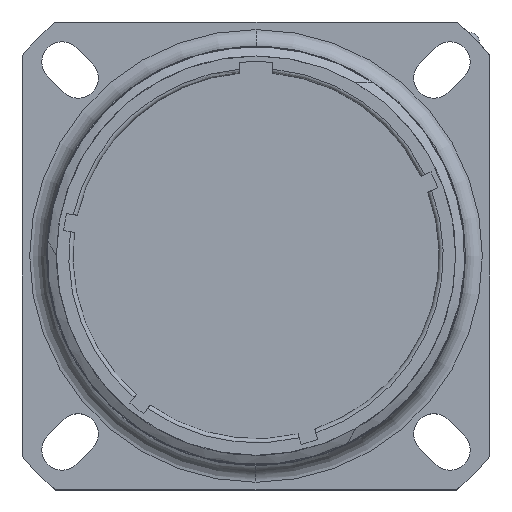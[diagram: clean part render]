
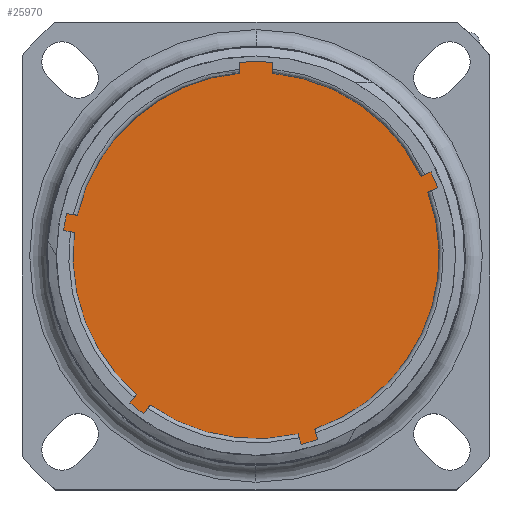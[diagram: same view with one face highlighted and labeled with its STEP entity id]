
A CAD part, top view. The second image highlights one B-rep face of the part: STEP entity #25970.
In plain terms, the highlighted planar face has unit normal (0, 0, 1).
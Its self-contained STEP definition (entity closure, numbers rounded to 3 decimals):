
#13973=CARTESIAN_POINT('',(0.,0.,18.015));
#13974=DIRECTION('',(0.,0.,1.));
#13975=DIRECTION('',(0.937,0.349,0.));
#13976=AXIS2_PLACEMENT_3D('',#13973,#13974,#13975);
#13982=CARTESIAN_POINT('',(0.,0.,18.015));
#13983=DIRECTION('',(0.,0.,-1.));
#13984=DIRECTION('',(0.092,0.996,0.));
#13985=AXIS2_PLACEMENT_3D('',#13982,#13983,#13984);
#13995=DIRECTION('',(0.,1.,0.));
#13996=VECTOR('',#13995,1.069);
#13997=CARTESIAN_POINT('',(1.65,17.909,18.015));
#13998=LINE('',#13997,#13996);
#13999=CARTESIAN_POINT('',(0.,0.,18.015));
#14000=DIRECTION('',(0.,0.,1.));
#14001=DIRECTION('',(0.087,0.996,0.));
#14002=AXIS2_PLACEMENT_3D('',#13999,#14000,#14001);
#14008=DIRECTION('',(0.,-1.,0.));
#14009=VECTOR('',#14008,1.069);
#14010=CARTESIAN_POINT('',(-1.65,18.978,18.015));
#14011=LINE('',#14010,#14009);
#14016=CARTESIAN_POINT('',(0.,0.,18.015));
#14017=DIRECTION('',(0.,0.,-1.));
#14018=DIRECTION('',(-0.976,0.22,0.));
#14019=AXIS2_PLACEMENT_3D('',#14016,#14017,#14018);
#14029=DIRECTION('',(-0.985,0.174,0.));
#14030=VECTOR('',#14029,1.066);
#14031=CARTESIAN_POINT('',(-17.544,3.957,18.015));
#14032=LINE('',#14031,#14030);
#14033=CARTESIAN_POINT('',(0.,0.,18.015));
#14034=DIRECTION('',(0.,0.,1.));
#14035=DIRECTION('',(-0.976,0.217,0.));
#14036=AXIS2_PLACEMENT_3D('',#14033,#14034,#14035);
#14042=DIRECTION('',(0.985,-0.174,0.));
#14043=VECTOR('',#14042,1.066);
#14044=CARTESIAN_POINT('',(-18.89,2.468,18.015));
#14045=LINE('',#14044,#14043);
#14050=CARTESIAN_POINT('',(0.,0.,18.015));
#14051=DIRECTION('',(0.,0.,-1.));
#14052=DIRECTION('',(-0.652,-0.758,0.));
#14053=AXIS2_PLACEMENT_3D('',#14050,#14051,#14052);
#14063=DIRECTION('',(-0.616,-0.788,0.));
#14064=VECTOR('',#14063,1.066);
#14065=CARTESIAN_POINT('',(-11.73,-13.633,18.015));
#14066=LINE('',#14065,#14064);
#14067=CARTESIAN_POINT('',(0.,0.,18.015));
#14068=DIRECTION('',(0.,0.,1.));
#14069=DIRECTION('',(-0.65,-0.76,0.));
#14070=AXIS2_PLACEMENT_3D('',#14067,#14068,#14069);
#14076=DIRECTION('',(0.616,0.788,0.));
#14077=VECTOR('',#14076,1.066);
#14078=CARTESIAN_POINT('',(-11.047,-15.52,18.015));
#14079=LINE('',#14078,#14077);
#14084=CARTESIAN_POINT('',(0.,0.,18.015));
#14085=DIRECTION('',(0.,0.,-1.));
#14086=DIRECTION('',(0.23,-0.973,0.));
#14087=AXIS2_PLACEMENT_3D('',#14084,#14085,#14086);
#14097=DIRECTION('',(0.276,-0.961,0.));
#14098=VECTOR('',#14097,1.066);
#14099=CARTESIAN_POINT('',(4.135,-17.503,18.015));
#14100=LINE('',#14099,#14098);
#14101=CARTESIAN_POINT('',(0.,0.,18.015));
#14102=DIRECTION('',(0.,0.,1.));
#14103=DIRECTION('',(0.232,-0.973,0.));
#14104=AXIS2_PLACEMENT_3D('',#14101,#14102,#14103);
#14110=DIRECTION('',(-0.276,0.961,0.));
#14111=VECTOR('',#14110,1.066);
#14112=CARTESIAN_POINT('',(6.063,-18.06,18.015));
#14113=LINE('',#14112,#14111);
#14118=CARTESIAN_POINT('',(0.,0.,18.015));
#14119=DIRECTION('',(0.,0.,-1.));
#14120=DIRECTION('',(0.938,0.347,0.));
#14121=AXIS2_PLACEMENT_3D('',#14118,#14119,#14120);
#14131=DIRECTION('',(0.921,0.391,0.));
#14132=VECTOR('',#14131,1.066);
#14133=CARTESIAN_POINT('',(16.869,6.237,18.015));
#14134=LINE('',#14133,#14132);
#14385=DIRECTION('',(-0.921,-0.391,0.));
#14386=VECTOR('',#14385,1.066);
#14387=CARTESIAN_POINT('',(17.186,8.218,18.015));
#14388=LINE('',#14387,#14386);
#15703=CARTESIAN_POINT('',(1.65,17.909,18.015));
#15704=CARTESIAN_POINT('',(16.205,7.802,18.015));
#15705=VERTEX_POINT('',#15703);
#15706=VERTEX_POINT('',#15704);
#15751=CARTESIAN_POINT('',(1.65,18.978,18.015));
#15752=VERTEX_POINT('',#15751);
#15753=CARTESIAN_POINT('',(-1.65,18.978,18.015));
#15754=VERTEX_POINT('',#15753);
#15755=CARTESIAN_POINT('',(-1.65,17.909,18.015));
#15756=VERTEX_POINT('',#15755);
#15757=CARTESIAN_POINT('',(-17.544,3.957,18.015));
#15758=CARTESIAN_POINT('',(-18.594,4.142,18.015));
#15759=VERTEX_POINT('',#15757);
#15760=VERTEX_POINT('',#15758);
#15761=CARTESIAN_POINT('',(-18.89,2.468,18.015));
#15762=VERTEX_POINT('',#15761);
#15763=CARTESIAN_POINT('',(-17.84,2.282,18.015));
#15764=VERTEX_POINT('',#15763);
#15765=CARTESIAN_POINT('',(-12.386,-14.473,18.015));
#15766=CARTESIAN_POINT('',(-11.047,-15.52,18.015));
#15767=VERTEX_POINT('',#15765);
#15768=VERTEX_POINT('',#15766);
#15769=CARTESIAN_POINT('',(-10.39,-14.68,18.015));
#15770=VERTEX_POINT('',#15769);
#15771=CARTESIAN_POINT('',(-11.73,-13.633,18.015));
#15772=VERTEX_POINT('',#15771);
#15773=CARTESIAN_POINT('',(4.429,-18.528,18.015));
#15774=CARTESIAN_POINT('',(6.063,-18.06,18.015));
#15775=VERTEX_POINT('',#15773);
#15776=VERTEX_POINT('',#15774);
#15777=CARTESIAN_POINT('',(5.769,-17.035,18.015));
#15778=VERTEX_POINT('',#15777);
#15779=CARTESIAN_POINT('',(4.135,-17.503,18.015));
#15780=VERTEX_POINT('',#15779);
#15781=CARTESIAN_POINT('',(17.85,6.654,18.015));
#15782=CARTESIAN_POINT('',(17.186,8.218,18.015));
#15783=VERTEX_POINT('',#15781);
#15784=VERTEX_POINT('',#15782);
#15785=CARTESIAN_POINT('',(16.869,6.237,18.015));
#15786=VERTEX_POINT('',#15785);
#25924=CARTESIAN_POINT('',(0.,0.,18.015));
#25925=DIRECTION('',(0.,0.,1.));
#25926=DIRECTION('',(0.,1.,0.));
#25927=AXIS2_PLACEMENT_3D('',#25924,#25925,#25926);
#25928=PLANE('',#25927);
#25930=ORIENTED_EDGE('',*,*,#25929,.T.);
#25932=ORIENTED_EDGE('',*,*,#25931,.F.);
#25933=ORIENTED_EDGE('',*,*,#25914,.F.);
#25935=ORIENTED_EDGE('',*,*,#25934,.F.);
#25937=ORIENTED_EDGE('',*,*,#25936,.T.);
#25939=ORIENTED_EDGE('',*,*,#25938,.F.);
#25941=ORIENTED_EDGE('',*,*,#25940,.F.);
#25943=ORIENTED_EDGE('',*,*,#25942,.F.);
#25945=ORIENTED_EDGE('',*,*,#25944,.T.);
#25947=ORIENTED_EDGE('',*,*,#25946,.F.);
#25949=ORIENTED_EDGE('',*,*,#25948,.F.);
#25951=ORIENTED_EDGE('',*,*,#25950,.F.);
#25953=ORIENTED_EDGE('',*,*,#25952,.T.);
#25955=ORIENTED_EDGE('',*,*,#25954,.F.);
#25957=ORIENTED_EDGE('',*,*,#25956,.F.);
#25959=ORIENTED_EDGE('',*,*,#25958,.F.);
#25961=ORIENTED_EDGE('',*,*,#25960,.T.);
#25963=ORIENTED_EDGE('',*,*,#25962,.F.);
#25965=ORIENTED_EDGE('',*,*,#25964,.F.);
#25967=ORIENTED_EDGE('',*,*,#25966,.F.);
#25968=EDGE_LOOP('',(#25930,#25932,#25933,#25935,#25937,#25939,#25941,#25943,
#25945,#25947,#25949,#25951,#25953,#25955,#25957,#25959,#25961,#25963,#25965,
#25967));
#25969=FACE_OUTER_BOUND('',#25968,.F.);
#25970=ADVANCED_FACE('',(#25969),#25928,.T.);
#13977=CIRCLE('',#13976,19.05);
#13986=CIRCLE('',#13985,17.985);
#14003=CIRCLE('',#14002,19.05);
#14020=CIRCLE('',#14019,17.985);
#14037=CIRCLE('',#14036,19.05);
#14054=CIRCLE('',#14053,17.985);
#14071=CIRCLE('',#14070,19.05);
#14088=CIRCLE('',#14087,17.985);
#14105=CIRCLE('',#14104,19.05);
#14122=CIRCLE('',#14121,17.985);
#25914=EDGE_CURVE('',#15783,#15784,#13977,.T.);
#25929=EDGE_CURVE('',#15705,#15706,#13986,.T.);
#25931=EDGE_CURVE('',#15784,#15706,#14388,.T.);
#25934=EDGE_CURVE('',#15786,#15783,#14134,.T.);
#25936=EDGE_CURVE('',#15786,#15778,#14122,.T.);
#25938=EDGE_CURVE('',#15776,#15778,#14113,.T.);
#25940=EDGE_CURVE('',#15775,#15776,#14105,.T.);
#25942=EDGE_CURVE('',#15780,#15775,#14100,.T.);
#25944=EDGE_CURVE('',#15780,#15770,#14088,.T.);
#25946=EDGE_CURVE('',#15768,#15770,#14079,.T.);
#25948=EDGE_CURVE('',#15767,#15768,#14071,.T.);
#25950=EDGE_CURVE('',#15772,#15767,#14066,.T.);
#25952=EDGE_CURVE('',#15772,#15764,#14054,.T.);
#25954=EDGE_CURVE('',#15762,#15764,#14045,.T.);
#25956=EDGE_CURVE('',#15760,#15762,#14037,.T.);
#25958=EDGE_CURVE('',#15759,#15760,#14032,.T.);
#25960=EDGE_CURVE('',#15759,#15756,#14020,.T.);
#25962=EDGE_CURVE('',#15754,#15756,#14011,.T.);
#25964=EDGE_CURVE('',#15752,#15754,#14003,.T.);
#25966=EDGE_CURVE('',#15705,#15752,#13998,.T.);
